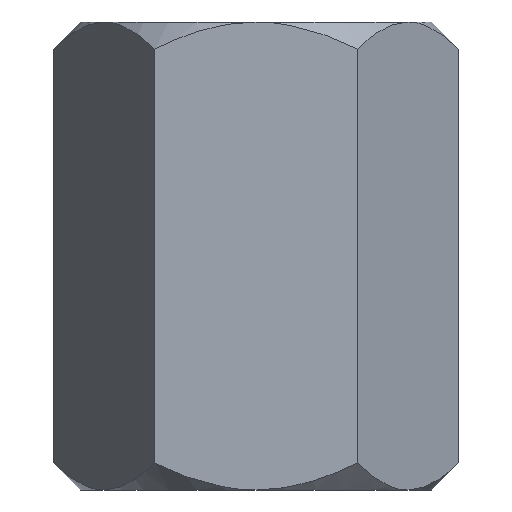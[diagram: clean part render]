
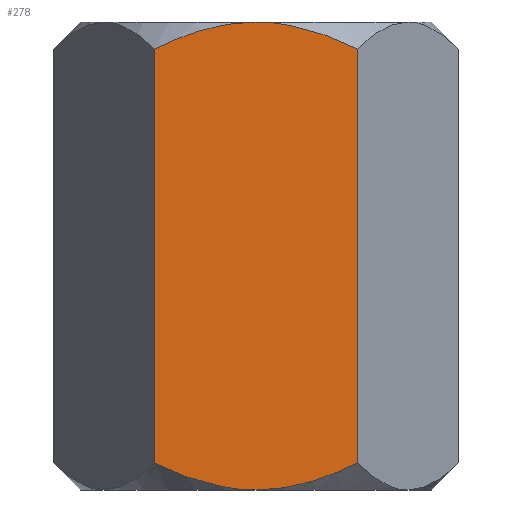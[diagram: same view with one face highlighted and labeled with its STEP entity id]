
A CAD part, left-side view. The second image highlights one B-rep face of the part: STEP entity #278.
In plain terms, the highlighted planar face has unit normal (-1, 0, 0).
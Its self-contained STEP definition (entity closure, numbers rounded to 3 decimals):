
#10 = CARTESIAN_POINT ( 'NONE',  ( -13.5, -2.699, -0.21 ) ) ;
#23 = CARTESIAN_POINT ( 'NONE',  ( -13.5, 7.794, -33.912 ) ) ;
#30 = LINE ( 'NONE', #221, #696 ) ;
#32 = CARTESIAN_POINT ( 'NONE',  ( -13.5, -5.318, -35.002 ) ) ;
#35 = CARTESIAN_POINT ( 'NONE',  ( -13.5, 1.364, -0.065 ) ) ;
#36 = ORIENTED_EDGE ( 'NONE', *, *, #507, .T. ) ;
#42 = CARTESIAN_POINT ( 'NONE',  ( -13.5, -7.794, -2.088 ) ) ;
#52 = EDGE_CURVE ( 'NONE', #304, #364, #317, .T. ) ;
#57 = EDGE_CURVE ( 'NONE', #364, #256, #674, .T. ) ;
#59 = CARTESIAN_POINT ( 'NONE',  ( -13.5, -4.665, -0.78 ) ) ;
#62 = ORIENTED_EDGE ( 'NONE', *, *, #57, .T. ) ;
#98 = CARTESIAN_POINT ( 'NONE',  ( -13.5, 5.309, -34.997 ) ) ;
#99 = CARTESIAN_POINT ( 'NONE',  ( -13.5, -4.67, -35.229 ) ) ;
#106 = CARTESIAN_POINT ( 'NONE',  ( -13.5, 1.364, -36. ) ) ;
#124 = CARTESIAN_POINT ( 'NONE',  ( -13.5, 0.341, 0. ) ) ;
#141 = CARTESIAN_POINT ( 'NONE',  ( -13.5, 7.192, -1.787 ) ) ;
#143 = DIRECTION ( 'NONE',  ( 0., 0., 1. ) ) ;
#146 = CARTESIAN_POINT ( 'NONE',  ( -13.5, 3.366, -0.399 ) ) ;
#153 = CARTESIAN_POINT ( 'NONE',  ( -13.5, 7.188, -34.215 ) ) ;
#157 = CARTESIAN_POINT ( 'NONE',  ( -13.5, 0.685, -0.013 ) ) ;
#158 = VERTEX_POINT ( 'NONE', #599 ) ;
#171 = CARTESIAN_POINT ( 'NONE',  ( -13.5, 7.794, -36. ) ) ;
#180 = EDGE_CURVE ( 'NONE', #304, #316, #293, .T. ) ;
#182 = EDGE_LOOP ( 'NONE', ( #569, #250, #62, #36, #362, #192 ) ) ;
#184 = CARTESIAN_POINT ( 'NONE',  ( -13.5, 2.706, -0.253 ) ) ;
#192 = ORIENTED_EDGE ( 'NONE', *, *, #303, .T. ) ;
#203 = CARTESIAN_POINT ( 'NONE',  ( -13.5, -7.794, -33.912 ) ) ;
#221 = CARTESIAN_POINT ( 'NONE',  ( -13.5, -7.794, -36. ) ) ;
#225 = B_SPLINE_CURVE_WITH_KNOTS ( 'NONE', 3,
 ( #685, #124, #157, #35, #618, #184, #146, #510, #267, #419, #141, #745 ),
 .UNSPECIFIED., .F., .F.,
 ( 4, 2, 2, 2, 2, 4 ),
 ( 0.039, 0.04, 0.041, 0.043, 0.045, 0.047 ),
 .UNSPECIFIED. ) ;
#247 = CARTESIAN_POINT ( 'NONE',  ( -13.5, -7.188, -1.785 ) ) ;
#250 = ORIENTED_EDGE ( 'NONE', *, *, #52, .T. ) ;
#256 = VERTEX_POINT ( 'NONE', #203 ) ;
#263 = VECTOR ( 'NONE', #536, 1000. ) ;
#267 = CARTESIAN_POINT ( 'NONE',  ( -13.5, 5.318, -0.998 ) ) ;
#271 = CARTESIAN_POINT ( 'NONE',  ( -13.5, -7.794, -33.912 ) ) ;
#277 = CARTESIAN_POINT ( 'NONE',  ( -13.5, -5.309, -1.003 ) ) ;
#278 = ADVANCED_FACE ( 'NONE', ( #486 ), #722, .T. ) ;
#279 = DIRECTION ( 'NONE',  ( 0., 0., 1. ) ) ;
#288 = CARTESIAN_POINT ( 'NONE',  ( -13.5, 0., -36. ) ) ;
#293 = LINE ( 'NONE', #171, #263 ) ;
#303 = EDGE_CURVE ( 'NONE', #158, #316, #225, .T. ) ;
#304 = VERTEX_POINT ( 'NONE', #383 ) ;
#307 = CARTESIAN_POINT ( 'NONE',  ( -13.5, -7.794, -2.088 ) ) ;
#316 = VERTEX_POINT ( 'NONE', #579 ) ;
#317 = B_SPLINE_CURVE_WITH_KNOTS ( 'NONE', 3,
 ( #23, #153, #392, #634, #98, #331, #395, #637, #106, #513 ),
 .UNSPECIFIED., .F., .F.,
 ( 4, 2, 2, 2, 4 ),
 ( 0.03, 0.032, 0.033, 0.034, 0.039 ),
 .UNSPECIFIED. ) ;
#331 = CARTESIAN_POINT ( 'NONE',  ( -13.5, 4.665, -35.22 ) ) ;
#334 = CARTESIAN_POINT ( 'NONE',  ( -13.5, -0.341, -36. ) ) ;
#342 = CARTESIAN_POINT ( 'NONE',  ( -13.5, -3.366, -35.601 ) ) ;
#345 = CARTESIAN_POINT ( 'NONE',  ( -13.5, 0., -36. ) ) ;
#362 = ORIENTED_EDGE ( 'NONE', *, *, #697, .T. ) ;
#364 = VERTEX_POINT ( 'NONE', #345 ) ;
#383 = CARTESIAN_POINT ( 'NONE',  ( -13.5, 7.794, -33.912 ) ) ;
#392 = CARTESIAN_POINT ( 'NONE',  ( -13.5, 6.571, -34.497 ) ) ;
#395 = CARTESIAN_POINT ( 'NONE',  ( -13.5, 4.339, -35.323 ) ) ;
#413 = CARTESIAN_POINT ( 'NONE',  ( -13.5, -4.339, -0.677 ) ) ;
#419 = CARTESIAN_POINT ( 'NONE',  ( -13.5, 6.578, -1.506 ) ) ;
#420 = CARTESIAN_POINT ( 'NONE',  ( -13.5, 0., 0. ) ) ;
#426 = DIRECTION ( 'NONE',  ( -1., 0., 0. ) ) ;
#437 = AXIS2_PLACEMENT_3D ( 'NONE', #625, #426, #279 ) ;
#460 = VERTEX_POINT ( 'NONE', #42 ) ;
#468 = CARTESIAN_POINT ( 'NONE',  ( -13.5, -7.192, -34.213 ) ) ;
#486 = FACE_OUTER_BOUND ( 'NONE', #182, .T. ) ;
#492 = CARTESIAN_POINT ( 'NONE',  ( -13.5, -6.571, -1.503 ) ) ;
#507 = EDGE_CURVE ( 'NONE', #256, #460, #30, .T. ) ;
#510 = CARTESIAN_POINT ( 'NONE',  ( -13.5, 4.67, -0.771 ) ) ;
#513 = CARTESIAN_POINT ( 'NONE',  ( -13.5, 0., -36. ) ) ;
#526 = CARTESIAN_POINT ( 'NONE',  ( -13.5, -0.685, -35.987 ) ) ;
#536 = DIRECTION ( 'NONE',  ( 0., 0., 1. ) ) ;
#569 = ORIENTED_EDGE ( 'NONE', *, *, #180, .F. ) ;
#573 = CARTESIAN_POINT ( 'NONE',  ( -13.5, -2.706, -35.747 ) ) ;
#578 = CARTESIAN_POINT ( 'NONE',  ( -13.5, -6.578, -34.494 ) ) ;
#579 = CARTESIAN_POINT ( 'NONE',  ( -13.5, 7.794, -2.088 ) ) ;
#599 = CARTESIAN_POINT ( 'NONE',  ( -13.5, 0., 0. ) ) ;
#618 = CARTESIAN_POINT ( 'NONE',  ( -13.5, 1.701, -0.103 ) ) ;
#625 = CARTESIAN_POINT ( 'NONE',  ( -13.5, 7.794, -36. ) ) ;
#634 = CARTESIAN_POINT ( 'NONE',  ( -13.5, 5.627, -34.877 ) ) ;
#637 = CARTESIAN_POINT ( 'NONE',  ( -13.5, 2.699, -35.79 ) ) ;
#655 = CARTESIAN_POINT ( 'NONE',  ( -13.5, -1.364, 0. ) ) ;
#674 = B_SPLINE_CURVE_WITH_KNOTS ( 'NONE', 3,
 ( #288, #334, #526, #704, #760, #573, #342, #99, #32, #578, #468, #271 ),
 .UNSPECIFIED., .F., .F.,
 ( 4, 2, 2, 2, 2, 4 ),
 ( 0.039, 0.04, 0.041, 0.043, 0.045, 0.047 ),
 .UNSPECIFIED. ) ;
#679 = B_SPLINE_CURVE_WITH_KNOTS ( 'NONE', 3,
 ( #307, #247, #492, #727, #277, #59, #413, #10, #655, #420 ),
 .UNSPECIFIED., .F., .F.,
 ( 4, 2, 2, 2, 4 ),
 ( 0.03, 0.032, 0.033, 0.034, 0.039 ),
 .UNSPECIFIED. ) ;
#685 = CARTESIAN_POINT ( 'NONE',  ( -13.5, 0., 0. ) ) ;
#696 = VECTOR ( 'NONE', #143, 1000. ) ;
#697 = EDGE_CURVE ( 'NONE', #460, #158, #679, .T. ) ;
#704 = CARTESIAN_POINT ( 'NONE',  ( -13.5, -1.364, -35.935 ) ) ;
#722 = PLANE ( 'NONE',  #437 ) ;
#727 = CARTESIAN_POINT ( 'NONE',  ( -13.5, -5.627, -1.123 ) ) ;
#745 = CARTESIAN_POINT ( 'NONE',  ( -13.5, 7.794, -2.088 ) ) ;
#760 = CARTESIAN_POINT ( 'NONE',  ( -13.5, -1.701, -35.897 ) ) ;
